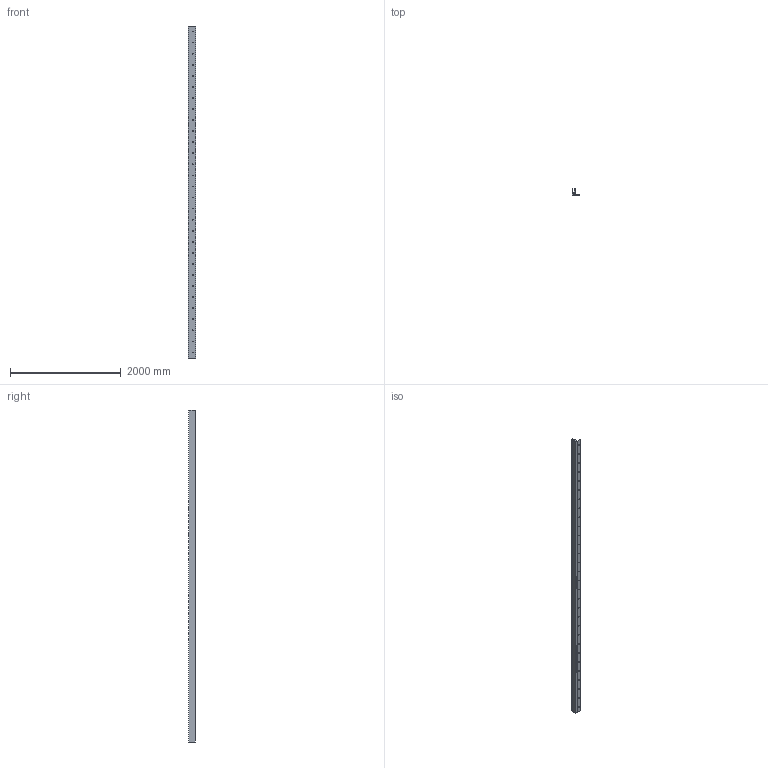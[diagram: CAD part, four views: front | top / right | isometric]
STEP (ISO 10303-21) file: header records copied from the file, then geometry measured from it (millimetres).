
FILE_DESCRIPTION (( 'STEP AP203' ), '1' );
FILE_NAME ('80700-ALU.STEP', '2018-05-04T09:44:52', ( '' ), ( '' ), 'SwSTEP 2.0', 'SolidWorks 2015', '' );
FILE_SCHEMA (( 'CONFIG_CONTROL_DESIGN' ));
Length unit declared in the file: millimetre
Products named in the file (1): 80700-ALU
Bounding box: 130 x 119 x 6000 mm (x, y, z)
Volume: 20306090.6 mm3; surface area: 4268797.1 mm2
Topology: 1 solids, 1 shells, 296 faces, 804 edges, 536 vertices
Faces by surface type: plane 129, bspline 99, cylinder 68
Entity records: 15243 total; most frequent: CARTESIAN_POINT 8112, ORIENTED_EDGE 1608, DIRECTION 1138, EDGE_CURVE 804, VERTEX_POINT 536, VECTOR 470, LINE 470, EDGE_LOOP 382
